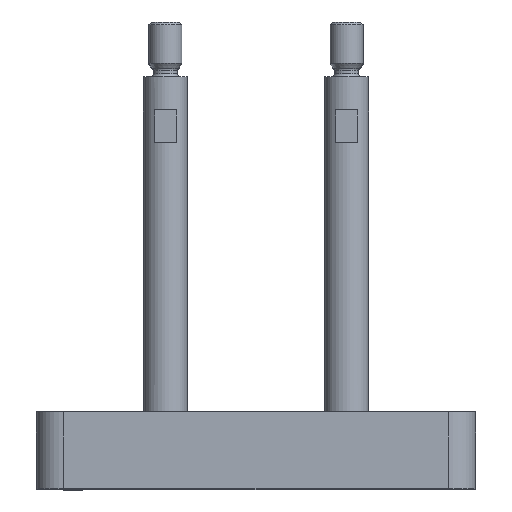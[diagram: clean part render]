
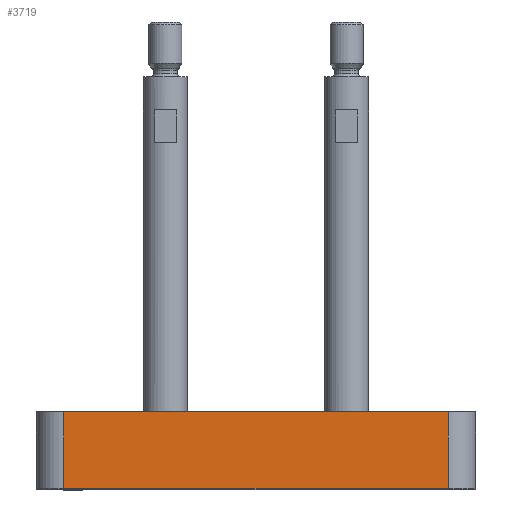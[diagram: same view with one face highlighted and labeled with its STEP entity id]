
A CAD part, top view. The second image highlights one B-rep face of the part: STEP entity #3719.
In plain terms, the highlighted face is planar.
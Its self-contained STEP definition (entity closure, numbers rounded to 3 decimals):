
#271 = VECTOR ( 'NONE', #599, 1000. ) ;
#561 = LINE ( 'NONE', #2608, #926 ) ;
#596 = VERTEX_POINT ( 'NONE', #3628 ) ;
#599 = DIRECTION ( 'NONE',  ( 0., 0., -1. ) ) ;
#698 = CARTESIAN_POINT ( 'NONE',  ( 7., 14.5, -35. ) ) ;
#849 = FACE_OUTER_BOUND ( 'NONE', #2026, .T. ) ;
#851 = CARTESIAN_POINT ( 'NONE',  ( 7., 14.5, -35. ) ) ;
#860 = ORIENTED_EDGE ( 'NONE', *, *, #2703, .T. ) ;
#926 = VECTOR ( 'NONE', #1987, 1000. ) ;
#1061 = CARTESIAN_POINT ( 'NONE',  ( 7., 14.5, 40. ) ) ;
#1212 = VERTEX_POINT ( 'NONE', #851 ) ;
#1288 = DIRECTION ( 'NONE',  ( -1., 0., 0. ) ) ;
#1340 = CARTESIAN_POINT ( 'NONE',  ( -7., 14.5, 40. ) ) ;
#1352 = AXIS2_PLACEMENT_3D ( 'NONE', #1061, #3739, #3193 ) ;
#1418 = VERTEX_POINT ( 'NONE', #3269 ) ;
#1533 = VECTOR ( 'NONE', #2250, 1000. ) ;
#1694 = CARTESIAN_POINT ( 'NONE',  ( -7., 14.5, -35. ) ) ;
#1927 = LINE ( 'NONE', #1340, #1533 ) ;
#1987 = DIRECTION ( 'NONE',  ( 1., 0., 0. ) ) ;
#1996 = ORIENTED_EDGE ( 'NONE', *, *, #2000, .T. ) ;
#2000 = EDGE_CURVE ( 'NONE', #1418, #596, #561, .T. ) ;
#2026 = EDGE_LOOP ( 'NONE', ( #3661, #1996, #2138, #860 ) ) ;
#2029 = EDGE_CURVE ( 'NONE', #596, #1212, #3547, .T. ) ;
#2053 = VERTEX_POINT ( 'NONE', #1694 ) ;
#2138 = ORIENTED_EDGE ( 'NONE', *, *, #2029, .T. ) ;
#2151 = LINE ( 'NONE', #698, #3348 ) ;
#2250 = DIRECTION ( 'NONE',  ( 0., 0., -1. ) ) ;
#2588 = PLANE ( 'NONE',  #1352 ) ;
#2608 = CARTESIAN_POINT ( 'NONE',  ( 7., 14.5, 35. ) ) ;
#2703 = EDGE_CURVE ( 'NONE', #1212, #2053, #2151, .T. ) ;
#3193 = DIRECTION ( 'NONE',  ( 0., 0., -1. ) ) ;
#3248 = CARTESIAN_POINT ( 'NONE',  ( 7., 14.5, 40. ) ) ;
#3269 = CARTESIAN_POINT ( 'NONE',  ( -7., 14.5, 35. ) ) ;
#3348 = VECTOR ( 'NONE', #1288, 1000. ) ;
#3547 = LINE ( 'NONE', #3248, #271 ) ;
#3628 = CARTESIAN_POINT ( 'NONE',  ( 7., 14.5, 35. ) ) ;
#3661 = ORIENTED_EDGE ( 'NONE', *, *, #3764, .F. ) ;
#3719 = ADVANCED_FACE ( 'NONE', ( #849 ), #2588, .F. ) ;
#3739 = DIRECTION ( 'NONE',  ( 0., -1., 0. ) ) ;
#3764 = EDGE_CURVE ( 'NONE', #1418, #2053, #1927, .T. ) ;
